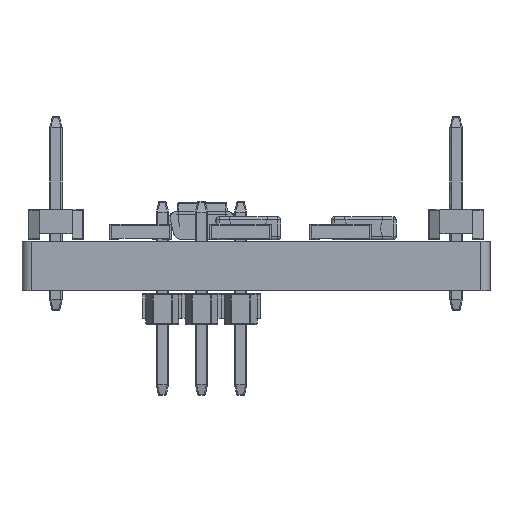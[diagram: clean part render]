
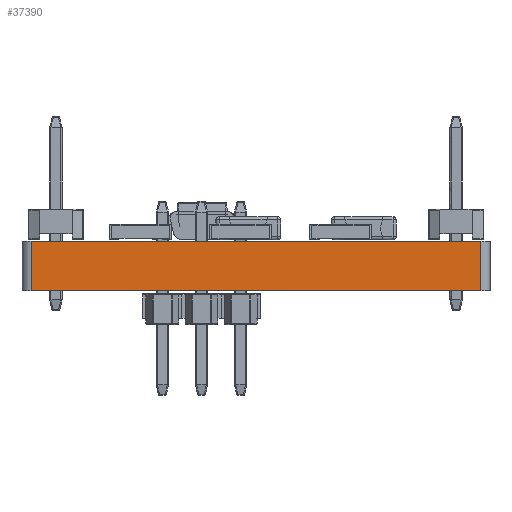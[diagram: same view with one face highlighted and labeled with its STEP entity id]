
A CAD part, left-side view. The second image highlights one B-rep face of the part: STEP entity #37390.
In plain terms, the highlighted planar face has unit normal (-1, 0, 0).
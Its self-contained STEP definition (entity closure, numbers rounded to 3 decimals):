
#37207 = CYLINDRICAL_SURFACE('',#37208,0.3);
#37208 = AXIS2_PLACEMENT_3D('',#37209,#37210,#37211);
#37209 = CARTESIAN_POINT('',(-6.8,6.8,0.));
#37210 = DIRECTION('',(-0.,-0.,-1.));
#37211 = DIRECTION('',(1.,0.,-0.));
#37232 = VERTEX_POINT('',#37233);
#37233 = CARTESIAN_POINT('',(-7.1,6.8,1.6));
#37248 = PLANE('',#37249);
#37249 = AXIS2_PLACEMENT_3D('',#37250,#37251,#37252);
#37250 = CARTESIAN_POINT('',(-2.738,-0.271,1.6));
#37251 = DIRECTION('',(0.,0.,1.));
#37252 = DIRECTION('',(1.,0.,-0.));
#37260 = EDGE_CURVE('',#37261,#37232,#37263,.T.);
#37261 = VERTEX_POINT('',#37262);
#37262 = CARTESIAN_POINT('',(-7.1,6.8,0.));
#37263 = SURFACE_CURVE('',#37264,(#37268,#37275),.PCURVE_S1.);
#37264 = LINE('',#37265,#37266);
#37265 = CARTESIAN_POINT('',(-7.1,6.8,0.));
#37266 = VECTOR('',#37267,1.);
#37267 = DIRECTION('',(0.,0.,1.));
#37268 = PCURVE('',#37207,#37269);
#37269 = DEFINITIONAL_REPRESENTATION('',(#37270),#37274);
#37270 = LINE('',#37271,#37272);
#37271 = CARTESIAN_POINT('',(-3.142,0.));
#37272 = VECTOR('',#37273,1.);
#37273 = DIRECTION('',(-0.,-1.));
#37274 = ( GEOMETRIC_REPRESENTATION_CONTEXT(2) 
PARAMETRIC_REPRESENTATION_CONTEXT() REPRESENTATION_CONTEXT('2D SPACE',''
  ) );
#37275 = PCURVE('',#37276,#37281);
#37276 = PLANE('',#37277);
#37277 = AXIS2_PLACEMENT_3D('',#37278,#37279,#37280);
#37278 = CARTESIAN_POINT('',(-7.1,6.8,0.));
#37279 = DIRECTION('',(1.,0.,-0.));
#37280 = DIRECTION('',(0.,-1.,0.));
#37281 = DEFINITIONAL_REPRESENTATION('',(#37282),#37286);
#37282 = LINE('',#37283,#37284);
#37283 = CARTESIAN_POINT('',(0.,0.));
#37284 = VECTOR('',#37285,1.);
#37285 = DIRECTION('',(0.,-1.));
#37286 = ( GEOMETRIC_REPRESENTATION_CONTEXT(2) 
PARAMETRIC_REPRESENTATION_CONTEXT() REPRESENTATION_CONTEXT('2D SPACE',''
  ) );
#37303 = PLANE('',#37304);
#37304 = AXIS2_PLACEMENT_3D('',#37305,#37306,#37307);
#37305 = CARTESIAN_POINT('',(-2.738,-0.271,0.));
#37306 = DIRECTION('',(0.,0.,1.));
#37307 = DIRECTION('',(1.,0.,-0.));
#37390 = ADVANCED_FACE('',(#37391),#37276,.F.);
#37391 = FACE_BOUND('',#37392,.F.);
#37392 = EDGE_LOOP('',(#37393,#37394,#37417,#37445));
#37393 = ORIENTED_EDGE('',*,*,#37260,.T.);
#37394 = ORIENTED_EDGE('',*,*,#37395,.T.);
#37395 = EDGE_CURVE('',#37232,#37396,#37398,.T.);
#37396 = VERTEX_POINT('',#37397);
#37397 = CARTESIAN_POINT('',(-7.1,-7.8,1.6));
#37398 = SURFACE_CURVE('',#37399,(#37403,#37410),.PCURVE_S1.);
#37399 = LINE('',#37400,#37401);
#37400 = CARTESIAN_POINT('',(-7.1,6.8,1.6));
#37401 = VECTOR('',#37402,1.);
#37402 = DIRECTION('',(0.,-1.,0.));
#37403 = PCURVE('',#37276,#37404);
#37404 = DEFINITIONAL_REPRESENTATION('',(#37405),#37409);
#37405 = LINE('',#37406,#37407);
#37406 = CARTESIAN_POINT('',(0.,-1.6));
#37407 = VECTOR('',#37408,1.);
#37408 = DIRECTION('',(1.,0.));
#37409 = ( GEOMETRIC_REPRESENTATION_CONTEXT(2) 
PARAMETRIC_REPRESENTATION_CONTEXT() REPRESENTATION_CONTEXT('2D SPACE',''
  ) );
#37410 = PCURVE('',#37248,#37411);
#37411 = DEFINITIONAL_REPRESENTATION('',(#37412),#37416);
#37412 = LINE('',#37413,#37414);
#37413 = CARTESIAN_POINT('',(-4.362,7.071));
#37414 = VECTOR('',#37415,1.);
#37415 = DIRECTION('',(0.,-1.));
#37416 = ( GEOMETRIC_REPRESENTATION_CONTEXT(2) 
PARAMETRIC_REPRESENTATION_CONTEXT() REPRESENTATION_CONTEXT('2D SPACE',''
  ) );
#37417 = ORIENTED_EDGE('',*,*,#37418,.F.);
#37418 = EDGE_CURVE('',#37419,#37396,#37421,.T.);
#37419 = VERTEX_POINT('',#37420);
#37420 = CARTESIAN_POINT('',(-7.1,-7.8,0.));
#37421 = SURFACE_CURVE('',#37422,(#37426,#37433),.PCURVE_S1.);
#37422 = LINE('',#37423,#37424);
#37423 = CARTESIAN_POINT('',(-7.1,-7.8,0.));
#37424 = VECTOR('',#37425,1.);
#37425 = DIRECTION('',(0.,0.,1.));
#37426 = PCURVE('',#37276,#37427);
#37427 = DEFINITIONAL_REPRESENTATION('',(#37428),#37432);
#37428 = LINE('',#37429,#37430);
#37429 = CARTESIAN_POINT('',(14.6,0.));
#37430 = VECTOR('',#37431,1.);
#37431 = DIRECTION('',(0.,-1.));
#37432 = ( GEOMETRIC_REPRESENTATION_CONTEXT(2) 
PARAMETRIC_REPRESENTATION_CONTEXT() REPRESENTATION_CONTEXT('2D SPACE',''
  ) );
#37433 = PCURVE('',#37434,#37439);
#37434 = CYLINDRICAL_SURFACE('',#37435,0.3);
#37435 = AXIS2_PLACEMENT_3D('',#37436,#37437,#37438);
#37436 = CARTESIAN_POINT('',(-6.8,-7.8,0.));
#37437 = DIRECTION('',(-0.,-0.,-1.));
#37438 = DIRECTION('',(1.,0.,-0.));
#37439 = DEFINITIONAL_REPRESENTATION('',(#37440),#37444);
#37440 = LINE('',#37441,#37442);
#37441 = CARTESIAN_POINT('',(-3.142,0.));
#37442 = VECTOR('',#37443,1.);
#37443 = DIRECTION('',(-0.,-1.));
#37444 = ( GEOMETRIC_REPRESENTATION_CONTEXT(2) 
PARAMETRIC_REPRESENTATION_CONTEXT() REPRESENTATION_CONTEXT('2D SPACE',''
  ) );
#37445 = ORIENTED_EDGE('',*,*,#37446,.F.);
#37446 = EDGE_CURVE('',#37261,#37419,#37447,.T.);
#37447 = SURFACE_CURVE('',#37448,(#37452,#37459),.PCURVE_S1.);
#37448 = LINE('',#37449,#37450);
#37449 = CARTESIAN_POINT('',(-7.1,6.8,0.));
#37450 = VECTOR('',#37451,1.);
#37451 = DIRECTION('',(0.,-1.,0.));
#37452 = PCURVE('',#37276,#37453);
#37453 = DEFINITIONAL_REPRESENTATION('',(#37454),#37458);
#37454 = LINE('',#37455,#37456);
#37455 = CARTESIAN_POINT('',(0.,0.));
#37456 = VECTOR('',#37457,1.);
#37457 = DIRECTION('',(1.,0.));
#37458 = ( GEOMETRIC_REPRESENTATION_CONTEXT(2) 
PARAMETRIC_REPRESENTATION_CONTEXT() REPRESENTATION_CONTEXT('2D SPACE',''
  ) );
#37459 = PCURVE('',#37303,#37460);
#37460 = DEFINITIONAL_REPRESENTATION('',(#37461),#37465);
#37461 = LINE('',#37462,#37463);
#37462 = CARTESIAN_POINT('',(-4.362,7.071));
#37463 = VECTOR('',#37464,1.);
#37464 = DIRECTION('',(0.,-1.));
#37465 = ( GEOMETRIC_REPRESENTATION_CONTEXT(2) 
PARAMETRIC_REPRESENTATION_CONTEXT() REPRESENTATION_CONTEXT('2D SPACE',''
  ) );
